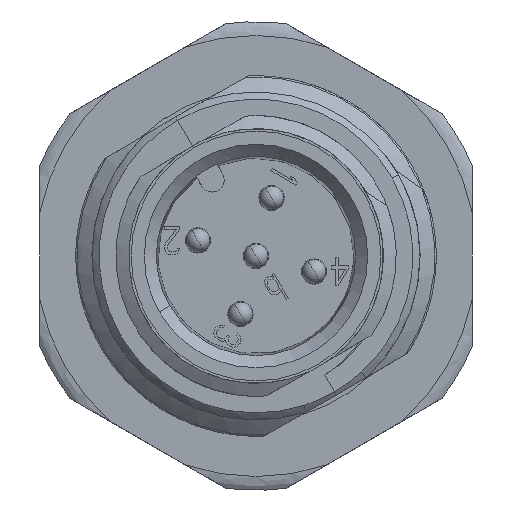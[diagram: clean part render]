
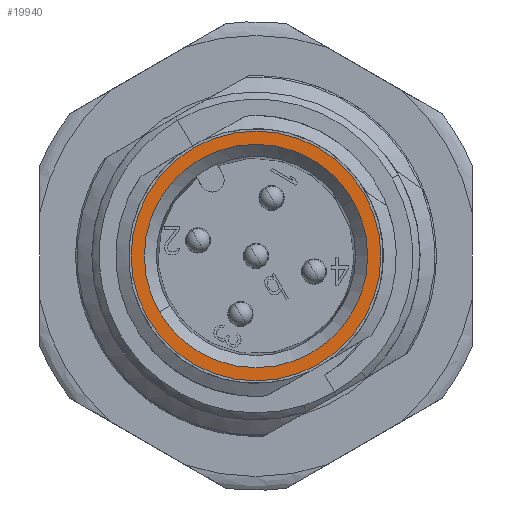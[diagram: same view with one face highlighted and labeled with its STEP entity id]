
A CAD part, front view. The second image highlights one B-rep face of the part: STEP entity #19940.
In plain terms, the highlighted planar face has unit normal (0, -1, 0).
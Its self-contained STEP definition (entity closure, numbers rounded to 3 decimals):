
#6297=CARTESIAN_POINT('',(0.,-21.,0.));
#6298=DIRECTION('',(0.,-1.,0.));
#6299=DIRECTION('',(0.5,0.,-0.866));
#6300=AXIS2_PLACEMENT_3D('',#6297,#6298,#6299);
#6306=CARTESIAN_POINT('',(0.,-21.,0.));
#6307=DIRECTION('',(0.,1.,0.));
#6308=DIRECTION('',(0.5,0.,-0.866));
#6309=AXIS2_PLACEMENT_3D('',#6306,#6307,#6308);
#6315=CARTESIAN_POINT('',(0.,-21.,0.));
#6316=DIRECTION('',(0.,1.,0.));
#6317=DIRECTION('',(0.866,0.,0.5));
#6318=AXIS2_PLACEMENT_3D('',#6315,#6316,#6317);
#6320=CARTESIAN_POINT('',(0.,-21.,0.));
#6321=DIRECTION('',(0.,1.,0.));
#6322=DIRECTION('',(-0.866,0.,-0.5));
#6323=AXIS2_PLACEMENT_3D('',#6320,#6321,#6322);
#9673=CARTESIAN_POINT('',(2.6,-21.,-4.503));
#9674=CARTESIAN_POINT('',(-2.6,-21.,4.503));
#9675=VERTEX_POINT('',#9673);
#9676=VERTEX_POINT('',#9674);
#9689=CARTESIAN_POINT('',(4.027,-21.,2.325));
#9690=CARTESIAN_POINT('',(-4.027,-21.,-2.325));
#9691=VERTEX_POINT('',#9689);
#9692=VERTEX_POINT('',#9690);
#19925=CARTESIAN_POINT('',(0.,-21.,0.));
#19926=DIRECTION('',(0.,-1.,0.));
#19927=DIRECTION('',(-0.5,0.,0.866));
#19928=AXIS2_PLACEMENT_3D('',#19925,#19926,#19927);
#19929=PLANE('',#19928);
#19930=ORIENTED_EDGE('',*,*,#19919,.T.);
#19931=ORIENTED_EDGE('',*,*,#19905,.F.);
#19932=EDGE_LOOP('',(#19930,#19931));
#19933=FACE_OUTER_BOUND('',#19932,.F.);
#19935=ORIENTED_EDGE('',*,*,#19934,.F.);
#19937=ORIENTED_EDGE('',*,*,#19936,.F.);
#19938=EDGE_LOOP('',(#19935,#19937));
#19939=FACE_BOUND('',#19938,.F.);
#6301=CIRCLE('',#6300,5.2);
#6310=CIRCLE('',#6309,5.2);
#6319=CIRCLE('',#6318,4.65);
#6324=CIRCLE('',#6323,4.65);
#19905=EDGE_CURVE('',#9675,#9676,#6301,.T.);
#19919=EDGE_CURVE('',#9675,#9676,#6310,.T.);
#19934=EDGE_CURVE('',#9691,#9692,#6319,.T.);
#19936=EDGE_CURVE('',#9692,#9691,#6324,.T.);
#19940=ADVANCED_FACE('',(#19933,#19939),#19929,.T.);
